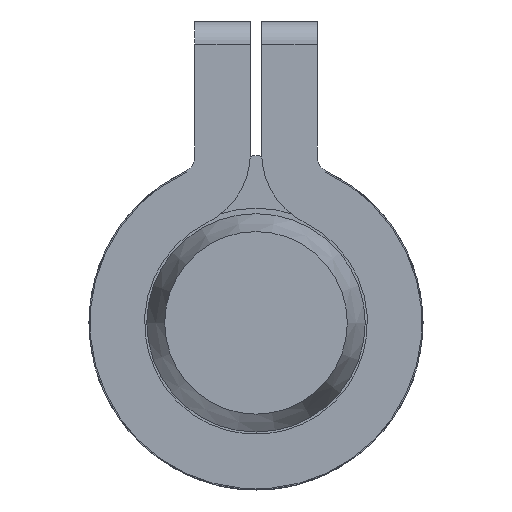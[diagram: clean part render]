
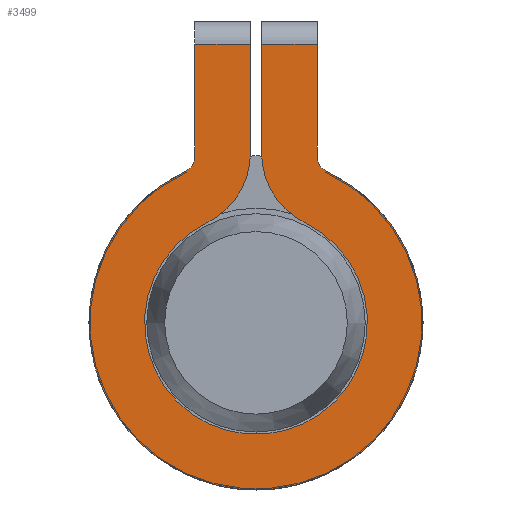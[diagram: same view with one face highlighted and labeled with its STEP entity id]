
A CAD part, front view. The second image highlights one B-rep face of the part: STEP entity #3499.
In plain terms, the highlighted face is planar.
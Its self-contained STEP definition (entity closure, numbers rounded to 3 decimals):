
#454=LINE('',#6322,#758);
#458=LINE('',#6331,#762);
#464=LINE('',#6346,#768);
#468=LINE('',#6367,#772);
#473=LINE('',#6379,#777);
#476=LINE('',#6387,#780);
#758=VECTOR('',#4884,10.);
#762=VECTOR('',#4892,10.);
#768=VECTOR('',#4906,10.);
#772=VECTOR('',#4926,10.);
#777=VECTOR('',#4937,10.);
#780=VECTOR('',#4948,10.);
#975=FACE_OUTER_BOUND('',#1186,.T.);
#1186=EDGE_LOOP('',(#3152,#3153,#3154,#3155,#3156,#3157,#3158,#3159,#3160,
#3161,#3162,#3163));
#1299=CIRCLE('',#3908,7.5);
#1313=CIRCLE('',#3937,3.5);
#1314=CIRCLE('',#3939,5.);
#1315=CIRCLE('',#3941,3.5);
#1316=CIRCLE('',#3943,0.7);
#1317=CIRCLE('',#3945,0.7);
#1625=VERTEX_POINT('',#6304);
#1627=VERTEX_POINT('',#6308);
#1628=VERTEX_POINT('',#6315);
#1631=VERTEX_POINT('',#6320);
#1634=VERTEX_POINT('',#6330);
#1639=VERTEX_POINT('',#6344);
#1647=VERTEX_POINT('',#6364);
#1648=VERTEX_POINT('',#6366);
#1652=VERTEX_POINT('',#6378);
#1653=VERTEX_POINT('',#6385);
#1654=VERTEX_POINT('',#6389);
#1655=VERTEX_POINT('',#6393);
#2115=EDGE_CURVE('',#1627,#1625,#1299,.T.);
#2119=EDGE_CURVE('',#1631,#1628,#454,.T.);
#2123=EDGE_CURVE('',#1628,#1634,#458,.T.);
#2131=EDGE_CURVE('',#1639,#1631,#464,.T.);
#2141=EDGE_CURVE('',#1647,#1648,#468,.T.);
#2147=EDGE_CURVE('',#1648,#1652,#473,.T.);
#2152=EDGE_CURVE('',#1653,#1647,#476,.T.);
#2154=EDGE_CURVE('',#1654,#1639,#1313,.T.);
#2156=EDGE_CURVE('',#1655,#1654,#1314,.T.);
#2157=EDGE_CURVE('',#1652,#1655,#1315,.T.);
#2158=EDGE_CURVE('',#1625,#1653,#1316,.T.);
#2159=EDGE_CURVE('',#1634,#1627,#1317,.T.);
#3152=ORIENTED_EDGE('',*,*,#2119,.F.);
#3153=ORIENTED_EDGE('',*,*,#2131,.F.);
#3154=ORIENTED_EDGE('',*,*,#2154,.F.);
#3155=ORIENTED_EDGE('',*,*,#2156,.F.);
#3156=ORIENTED_EDGE('',*,*,#2157,.F.);
#3157=ORIENTED_EDGE('',*,*,#2147,.F.);
#3158=ORIENTED_EDGE('',*,*,#2141,.F.);
#3159=ORIENTED_EDGE('',*,*,#2152,.F.);
#3160=ORIENTED_EDGE('',*,*,#2158,.F.);
#3161=ORIENTED_EDGE('',*,*,#2115,.F.);
#3162=ORIENTED_EDGE('',*,*,#2159,.F.);
#3163=ORIENTED_EDGE('',*,*,#2123,.F.);
#3310=PLANE('',#3947);
#3499=ADVANCED_FACE('',(#975),#3310,.F.);
#3908=AXIS2_PLACEMENT_3D('',#6310,#4869,#4870);
#3937=AXIS2_PLACEMENT_3D('',#6391,#4952,#4953);
#3939=AXIS2_PLACEMENT_3D('',#6395,#4957,#4958);
#3941=AXIS2_PLACEMENT_3D('',#6397,#4961,#4962);
#3943=AXIS2_PLACEMENT_3D('',#6399,#4965,#4966);
#3945=AXIS2_PLACEMENT_3D('',#6401,#4969,#4970);
#3947=AXIS2_PLACEMENT_3D('',#6403,#4973,#4974);
#4869=DIRECTION('center_axis',(0.,0.,1.));
#4870=DIRECTION('ref_axis',(0.367,-0.93,0.));
#4884=DIRECTION('',(1.,0.,0.));
#4892=DIRECTION('',(0.,1.,0.));
#4906=DIRECTION('',(0.,-1.,0.));
#4926=DIRECTION('',(1.,0.,0.));
#4937=DIRECTION('',(0.,1.,0.));
#4948=DIRECTION('',(0.,-1.,0.));
#4952=DIRECTION('center_axis',(0.,0.,1.));
#4953=DIRECTION('ref_axis',(-0.849,0.529,0.));
#4957=DIRECTION('center_axis',(0.,0.,-1.));
#4958=DIRECTION('ref_axis',(-0.05,0.999,0.));
#4961=DIRECTION('center_axis',(0.,0.,1.));
#4962=DIRECTION('ref_axis',(0.849,0.529,0.));
#4965=DIRECTION('center_axis',(0.,0.,-1.));
#4966=DIRECTION('ref_axis',(0.843,0.538,0.));
#4969=DIRECTION('center_axis',(0.,0.,-1.));
#4970=DIRECTION('ref_axis',(-0.843,0.538,0.));
#4973=DIRECTION('center_axis',(0.,0.,1.));
#4974=DIRECTION('ref_axis',(1.,0.,0.));
#6304=CARTESIAN_POINT('',(-3.155,-6.804,0.));
#6308=CARTESIAN_POINT('',(3.155,-6.804,0.));
#6310=CARTESIAN_POINT('Origin',(0.,0.,0.));
#6315=CARTESIAN_POINT('',(2.75,-12.5,0.));
#6320=CARTESIAN_POINT('',(0.25,-12.5,0.));
#6322=CARTESIAN_POINT('',(1.375,-12.5,0.));
#6330=CARTESIAN_POINT('',(2.75,-7.439,0.));
#6331=CARTESIAN_POINT('',(2.75,-13.5,0.));
#6344=CARTESIAN_POINT('',(0.25,-7.628,0.));
#6346=CARTESIAN_POINT('',(0.25,-4.994,0.));
#6364=CARTESIAN_POINT('',(-2.75,-12.5,0.));
#6366=CARTESIAN_POINT('',(-0.25,-12.5,0.));
#6367=CARTESIAN_POINT('',(-0.125,-12.5,0.));
#6378=CARTESIAN_POINT('',(-0.25,-7.628,0.));
#6379=CARTESIAN_POINT('',(-0.25,-13.5,0.));
#6385=CARTESIAN_POINT('',(-2.75,-7.439,0.));
#6387=CARTESIAN_POINT('',(-2.75,-6.978,0.));
#6389=CARTESIAN_POINT('',(2.206,-4.487,0.));
#6391=CARTESIAN_POINT('Origin',(3.75,-7.628,0.));
#6393=CARTESIAN_POINT('',(-2.206,-4.487,0.));
#6395=CARTESIAN_POINT('Origin',(0.,0.,0.));
#6397=CARTESIAN_POINT('Origin',(-3.75,-7.628,0.));
#6399=CARTESIAN_POINT('Origin',(-3.45,-7.439,0.));
#6401=CARTESIAN_POINT('Origin',(3.45,-7.439,0.));
#6403=CARTESIAN_POINT('Origin',(0.,-3.35,
0.));
